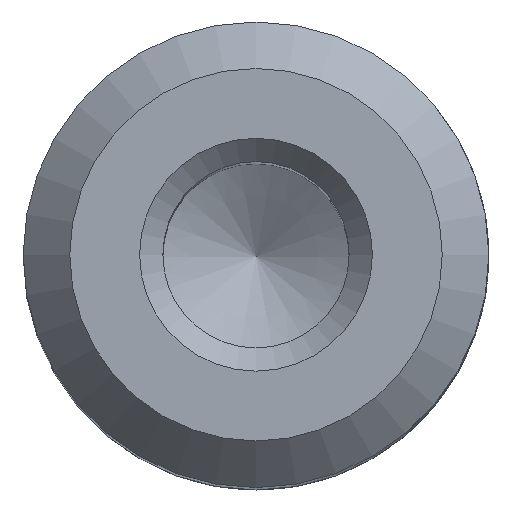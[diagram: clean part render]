
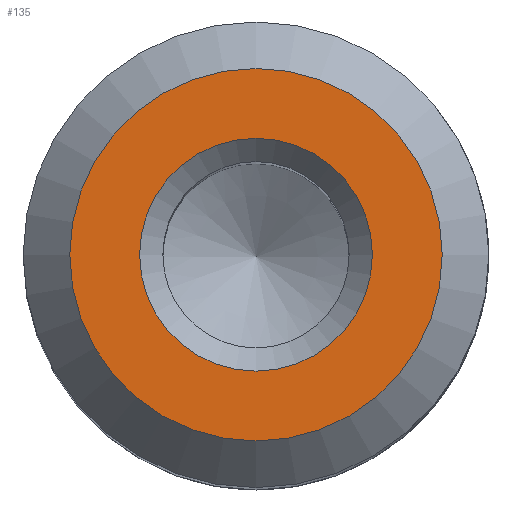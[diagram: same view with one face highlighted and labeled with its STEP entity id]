
A CAD part, top view. The second image highlights one B-rep face of the part: STEP entity #135.
In plain terms, the highlighted planar face has unit normal (0, 0, 1).
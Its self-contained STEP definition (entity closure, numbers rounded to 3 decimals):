
#40=PLANE('',#471);
#135=ADVANCED_FACE('',(#197,#198),#40,.F.);
#197=FACE_BOUND('',#256,.T.);
#198=FACE_BOUND('',#257,.T.);
#256=EDGE_LOOP('',(#321));
#257=EDGE_LOOP('',(#322));
#321=ORIENTED_EDGE('',*,*,#409,.T.);
#322=ORIENTED_EDGE('',*,*,#410,.F.);
#375=VERTEX_POINT('',#871);
#376=VERTEX_POINT('',#873);
#409=EDGE_CURVE('',#375,#375,#436,.T.);
#410=EDGE_CURVE('',#376,#376,#437,.T.);
#436=CIRCLE('',#469,5.);
#437=CIRCLE('',#470,8.);
#469=AXIS2_PLACEMENT_3D('',#870,#554,#555);
#470=AXIS2_PLACEMENT_3D('',#872,#556,#557);
#471=AXIS2_PLACEMENT_3D('',#874,#558,#559);
#554=DIRECTION('',(0.,0.,-1.));
#555=DIRECTION('',(-1.,0.,0.));
#556=DIRECTION('',(0.,0.,-1.));
#557=DIRECTION('',(-1.,0.,0.));
#558=DIRECTION('',(0.,0.,-1.));
#559=DIRECTION('',(-1.,0.,0.));
#870=CARTESIAN_POINT('',(0.,0.,0.));
#871=CARTESIAN_POINT('',(-5.,0.,0.));
#872=CARTESIAN_POINT('',(0.,0.,0.));
#873=CARTESIAN_POINT('',(-8.,0.,0.));
#874=CARTESIAN_POINT('',(0.,0.,0.));
